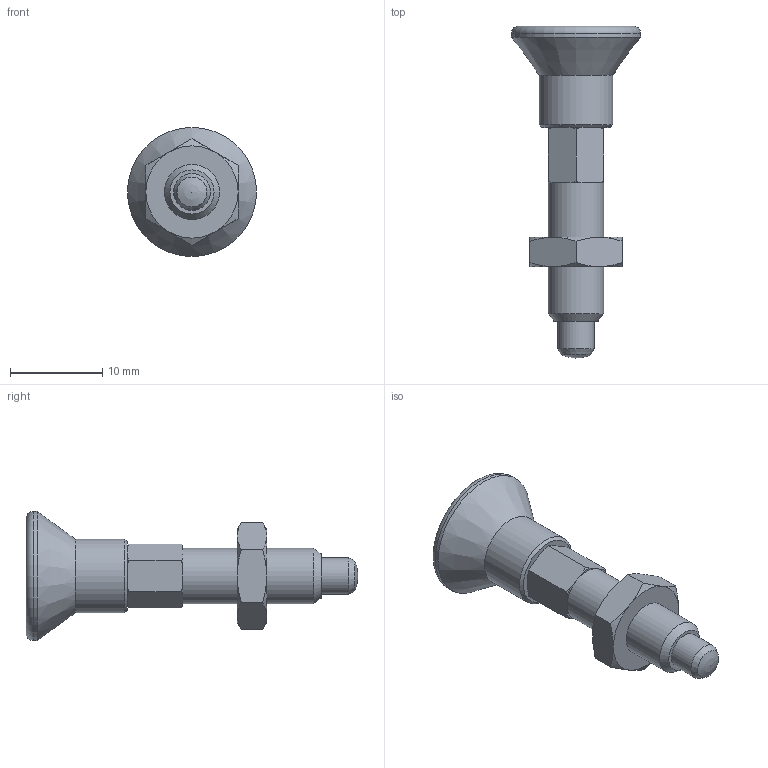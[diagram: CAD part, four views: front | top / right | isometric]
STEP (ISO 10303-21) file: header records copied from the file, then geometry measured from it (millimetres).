
FILE_DESCRIPTION( ( 'STEP AP214' ), '1' );
FILE_NAME( 'K0747.020040601.stp', '2020-12-09T15:51:29', ( '' ), ( '' ), ' ', 'PARTsolutions', ' ' );
FILE_SCHEMA( ( 'AUTOMOTIVE_DESIGN { 1 0 10303 214 1 1 1 1 }' ) );
Length unit declared in the file: millimetre
Products named in the file (1): _K0747.020040601
Bounding box: 14 x 36 x 14 mm (x, y, z)
Volume: 1498 mm3; surface area: 1403.1 mm2
Topology: 1 solids, 2 shells, 63 faces, 145 edges, 89 vertices
Faces by surface type: cone 28, plane 25, cylinder 7, sphere 2, torus 1
Full cylindrical faces by diameter (mm): 2 x1, 4 x2, 6 x2, 8 x1, 14 x1
Entity records: 2278 total; most frequent: CARTESIAN_POINT 469, DIRECTION 254, ORIENTED_EDGE 252, EDGE_CURVE 126, AXIS2_PLACEMENT_3D 112, VERTEX_POINT 87, EDGE_LOOP 82, FACE_OUTER_BOUND 71
